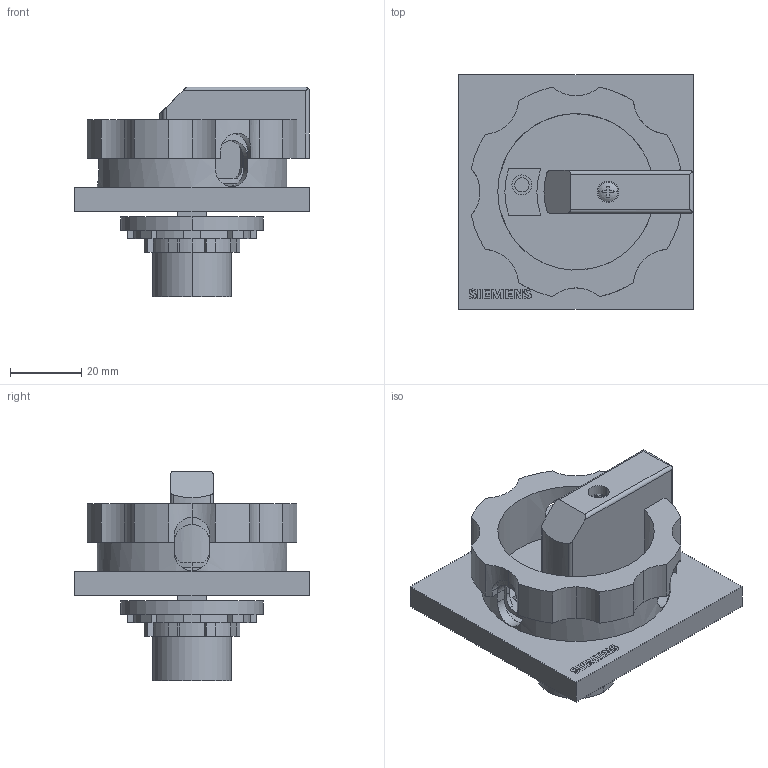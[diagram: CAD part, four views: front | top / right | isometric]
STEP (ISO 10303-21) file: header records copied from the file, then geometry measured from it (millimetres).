
FILE_DESCRIPTION(('STEP AP214'),'1');
FILE_NAME('cctmp_655C1864-4E20-4B8C-BF23-9D97D644816D_2023_04_14_05_28_43_0105..stp','2023-04-14T03:28:43',('SIEMENS A&D'),('CADClick - www.CADClick.com'),'Spatial InterOp 3D postprocessed',' ','unknown authorization');
FILE_SCHEMA(('AUTOMOTIVE_DESIGN'));
Length unit declared in the file: millimetre
Products named in the file (1): 2023_04_14_05_28_43_0089
Bounding box: 66 x 66 x 59 mm (x, y, z)
Volume: 69697 mm3; surface area: 32295 mm2
Topology: 1 solids, 2 shells, 327 faces, 911 edges, 598 vertices
Faces by surface type: plane 187, cylinder 134, sphere 2, torus 2, cone 2
Entity records: 11695 total; most frequent: CARTESIAN_POINT 2111, ORIENTED_EDGE 1818, DIRECTION 1772, EDGE_CURVE 909, LINE 608, VECTOR 608, VERTEX_POINT 598, AXIS2_PLACEMENT_3D 582
